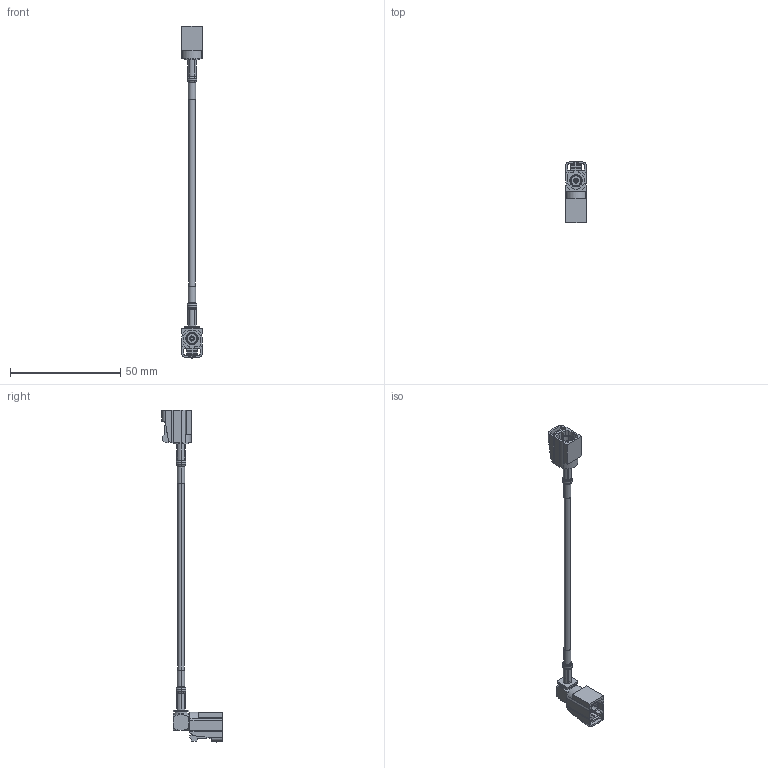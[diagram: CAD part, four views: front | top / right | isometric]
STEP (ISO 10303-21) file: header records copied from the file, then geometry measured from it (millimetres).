
FILE_DESCRIPTION (( 'STEP AP214' ), '1' );
FILE_NAME ('FMCA1346Z_3D.step', '2025-04-07T14:27:15', ( '' ), ( '' ), 'SwSTEP 2.0', 'SolidWorks 2022', '' );
FILE_SCHEMA (( 'AUTOMOTIVE_DESIGN' ));
Length unit declared in the file: inch
Products named in the file (5): FMCN1346Z^FMCA1346Z_Z-Crimped; FMCA1346Z_3D; Heat Shrink^FMCA1346Z; LMR-100A^FMCA1346Z_LMR-100A; FMCN1348Z^FMCA1346Z_Z-Crimped
Assembly tree (5 placements, depth 2):
  FMCA1346Z_3D
    LMR-100A^FMCA1346Z_LMR-100A
    FMCN1346Z^FMCA1346Z_Z-Crimped
    FMCN1348Z^FMCA1346Z_Z-Crimped
    Heat Shrink^FMCA1346Z  x2
Bounding box: 9.4 x 27.62 x 150.37 mm (x, y, z)
Volume: 3493.2 mm3; surface area: 5917.4 mm2
Topology: 10 solids, 10 shells, 566 faces, 1467 edges, 942 vertices
Faces by surface type: plane 268, cylinder 187, cone 60, torus 32, bspline 19
Entity records: 23725 total; most frequent: CARTESIAN_POINT 8356, ORIENTED_EDGE 2782, DIRECTION 2526, EDGE_CURVE 1391, AXIS2_PLACEMENT_3D 905, VERTEX_POINT 902, LINE 716, VECTOR 716
